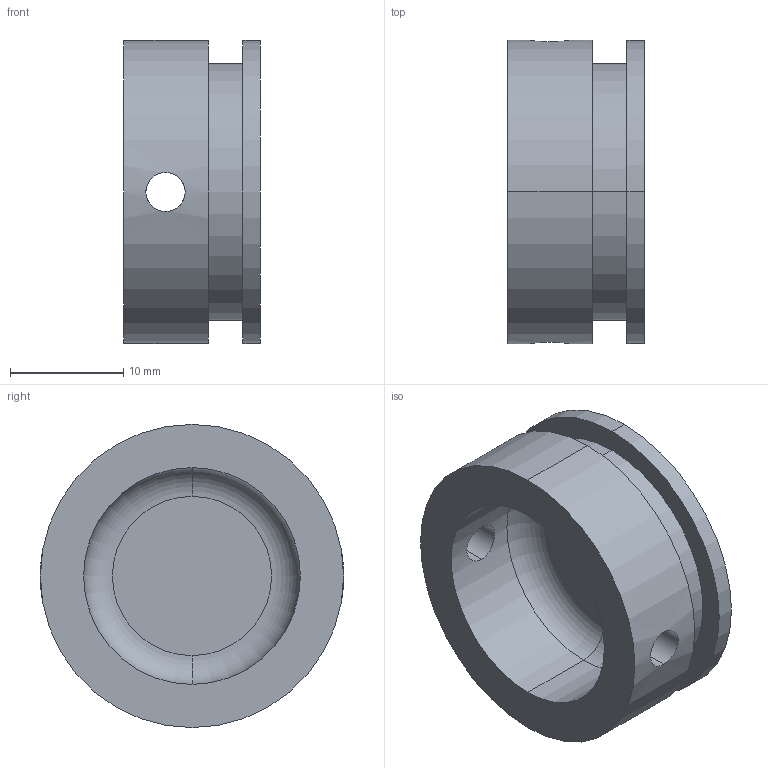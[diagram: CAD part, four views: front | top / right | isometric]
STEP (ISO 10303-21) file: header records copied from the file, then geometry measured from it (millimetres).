
FILE_DESCRIPTION (( 'STEP AP203' ), '1' );
FILE_NAME ('A-100M Bulkhead.STEP', '2020-12-31T15:08:07', ( '' ), ( '' ), 'SwSTEP 2.0', 'SolidWorks 2020', '' );
FILE_SCHEMA (( 'CONFIG_CONTROL_DESIGN' ));
Length unit declared in the file: inch
Products named in the file (1): A-100M Bulkhead
Bounding box: 12.04 x 26.75 x 26.75 mm (x, y, z)
Volume: 3560.8 mm3; surface area: 2959.9 mm2
Topology: 1 solids, 1 shells, 19 faces, 40 edges, 26 vertices
Faces by surface type: cylinder 12, plane 5, torus 2
Entity records: 797 total; most frequent: CARTESIAN_POINT 294, DIRECTION 92, ORIENTED_EDGE 80, AXIS2_PLACEMENT_3D 40, EDGE_CURVE 40, EDGE_LOOP 26, VERTEX_POINT 26, CIRCLE 20
